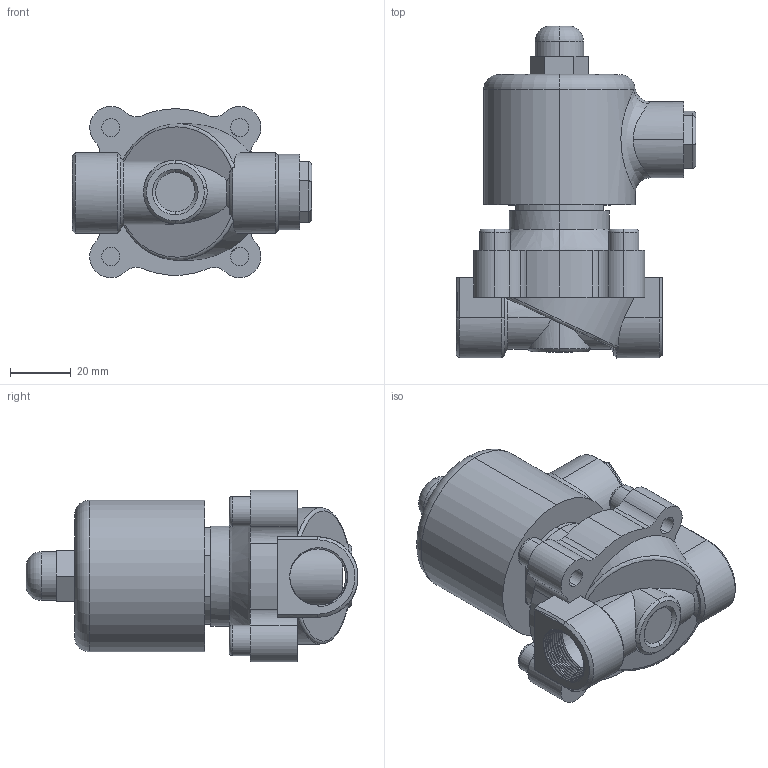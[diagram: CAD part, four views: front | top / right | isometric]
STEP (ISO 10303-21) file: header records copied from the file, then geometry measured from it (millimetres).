
FILE_DESCRIPTION (( 'STEP AP203' ), '1' );
FILE_NAME ('kp2s-160-15b-Solenoid Valve.STEP', '2021-11-01T04:11:25', ( '' ), ( '' ), 'SwSTEP 2.0', 'SolidWorks 2020', '' );
FILE_SCHEMA (( 'CONFIG_CONTROL_DESIGN' ));
Length unit declared in the file: millimetre
Products named in the file (1): kp2s-160-15b-Solenoid Valve
Bounding box: 79 x 109.49 x 56.48 mm (x, y, z)
Volume: 176695.9 mm3; surface area: 32584 mm2
Topology: 1 solids, 1 shells, 281 faces, 721 edges, 468 vertices
Faces by surface type: cylinder 120, plane 93, bspline 54, torus 14
Entity records: 23103 total; most frequent: CARTESIAN_POINT 17080, ORIENTED_EDGE 1442, DIRECTION 998, EDGE_CURVE 721, VERTEX_POINT 468, AXIS2_PLACEMENT_3D 370, EDGE_LOOP 309, ADVANCED_FACE 281
